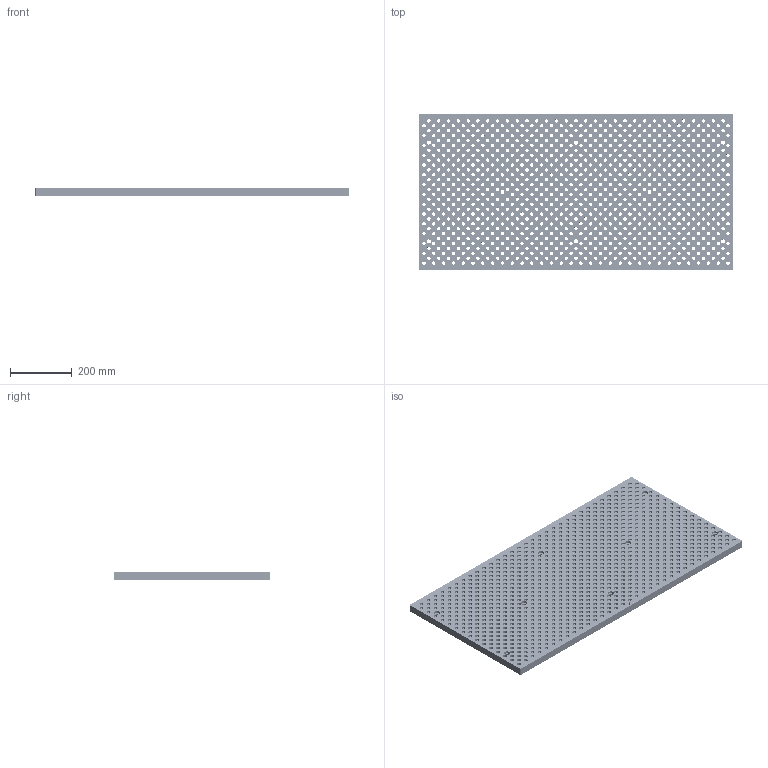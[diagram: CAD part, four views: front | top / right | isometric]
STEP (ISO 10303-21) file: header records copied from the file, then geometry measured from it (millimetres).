
FILE_DESCRIPTION(/* description */ (''),/* implementation_level */ '2;1');
FILE_NAME(/* name */ 'Smart SM1050.step',/* time_stamp */ '2023-03-29T11:23:26-04:00',/* author */ (''),/* organization */ (''),/* preprocessor_version */ 'ST-DEVELOPER v19.2',/* originating_system */ 'Autodesk Translation Framework v11.17.0.187',/* authorisation */ '');
FILE_SCHEMA (('AUTOMOTIVE_DESIGN { 1 0 10303 214 3 1 1 }'));
Products named in the file (2): _SM-1050 CAD Master; 40x20 v5
Assembly tree (1 placements, depth 2):
  _SM-1050 CAD Master
    40x20 v5
Bounding box: 1016 x 508 x 24.13 mm (x, y, z)
Volume: 10131929.1 mm3; surface area: 1744668.9 mm2
Topology: 1 solids, 1 shells, 2942 faces, 5973 edges, 3982 vertices
Faces by surface type: cylinder 1899, plane 962, bspline 81
Full cylindrical faces by diameter (mm): 10.808 x937, 12.725 x937, 13.081 x8, 19.939 x8
Entity records: 84527 total; most frequent: CARTESIAN_POINT 15291, DIRECTION 15269, ORIENTED_EDGE 11946, AXIS2_PLACEMENT_3D 6662, EDGE_CURVE 5973, EDGE_LOOP 5781, VERTEX_POINT 3982, CIRCLE 3798
